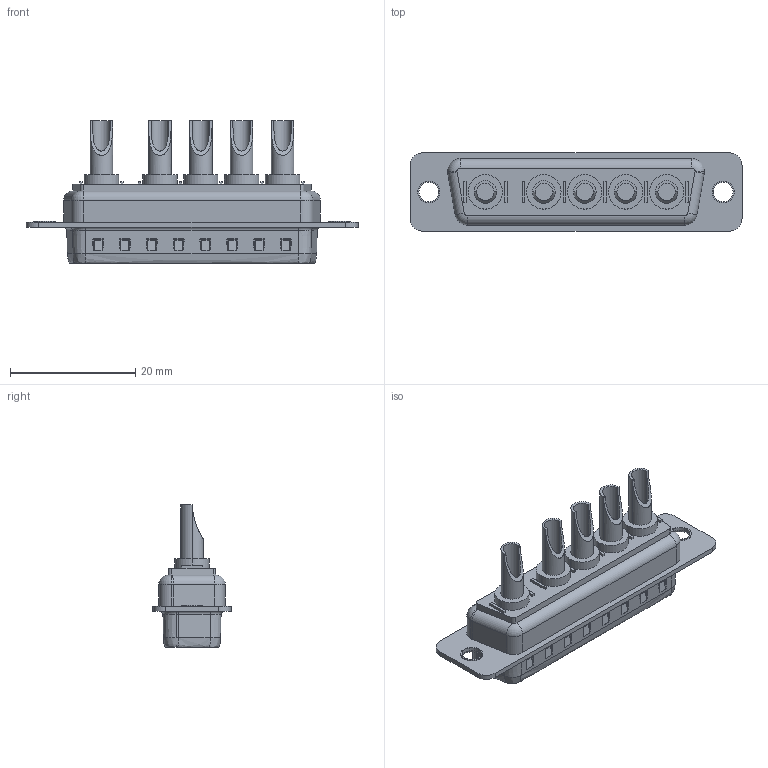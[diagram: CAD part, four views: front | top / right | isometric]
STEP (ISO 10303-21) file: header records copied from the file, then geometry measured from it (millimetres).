
FILE_DESCRIPTION (( 'STEP AP214' ), '1' );
FILE_NAME ('FDP0502-M0WS103K6KB-REF.STEP', '2025-12-19T01:37:38', ( '' ), ( '' ), 'SwSTEP 2.0', 'SolidWorks 2021', '' );
FILE_SCHEMA (( 'AUTOMOTIVE_DESIGN' ));
Length unit declared in the file: millimetre
Products named in the file (1): FDP0502-M0WS103K6KB-REF
Bounding box: 53.04 x 12.5 x 22.7 mm (x, y, z)
Volume: 3583.1 mm3; surface area: 4042.7 mm2
Topology: 1 solids, 1 shells, 706 faces, 1618 edges, 941 vertices
Faces by surface type: cylinder 315, plane 210, bspline 104, sphere 40, cone 22, torus 15
Entity records: 22652 total; most frequent: CARTESIAN_POINT 7934, ORIENTED_EDGE 3140, DIRECTION 2996, EDGE_CURVE 1570, AXIS2_PLACEMENT_3D 1115, VERTEX_POINT 925, EDGE_LOOP 769, LINE 766
